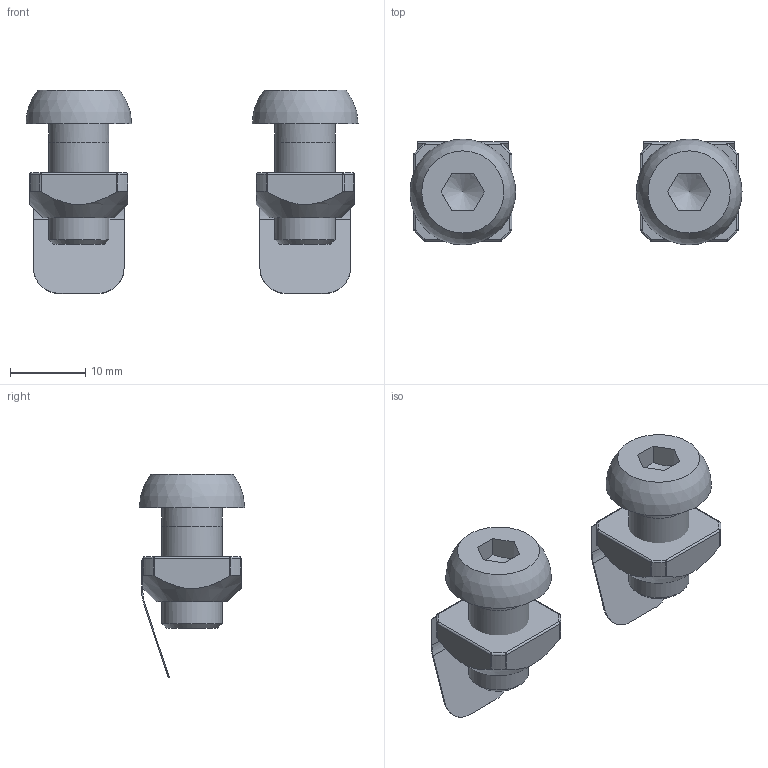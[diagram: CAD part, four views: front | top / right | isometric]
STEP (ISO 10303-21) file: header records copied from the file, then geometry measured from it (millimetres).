
FILE_DESCRIPTION(('STEP AP203'),'1');
FILE_NAME('BASE08E1019.stp','2023-12-11T10:18:54',(' '),(' '),'Spatial InterOp 3D',' ',' ');
FILE_SCHEMA(('CONFIG_CONTROL_DESIGN'));
Length unit declared in the file: millimetre
Products named in the file (6): Kit de fixation; Vis BHC - M8x16; Ecrou carré languette 8 45 M8; Kit fixation ancrage fixation au sol 8 St pour P845
Assembly tree (6 placements, depth 4):
  Kit fixation ancrage fixation au sol 8 St pour P845
    Kit de fixation  x2
      Vis BHC - M8x16
      Ecrou carré languette 8 45 M8
        Ecrou carré languette 8 45 M8
        Ecrou carré languette 8 45 M8
Bounding box: 44 x 14 x 26.95 mm (x, y, z)
Volume: 3964.3 mm3; surface area: 3701.2 mm2
Topology: 6 solids, 6 shells, 128 faces, 302 edges, 172 vertices
Faces by surface type: cylinder 46, plane 46, sphere 18, torus 12, cone 6
Full cylindrical faces by diameter (mm): 6.8 x2, 8 x4
Entity records: 2646 total; most frequent: CARTESIAN_POINT 451, DIRECTION 312, ORIENTED_EDGE 262, EDGE_CURVE 131, AXIS2_PLACEMENT_3D 127, PROPERTY_DEFINITION_REPRESENTATION 84, GENERAL_PROPERTY_ASSOCIATION 84, PROPERTY_DEFINITION 84
